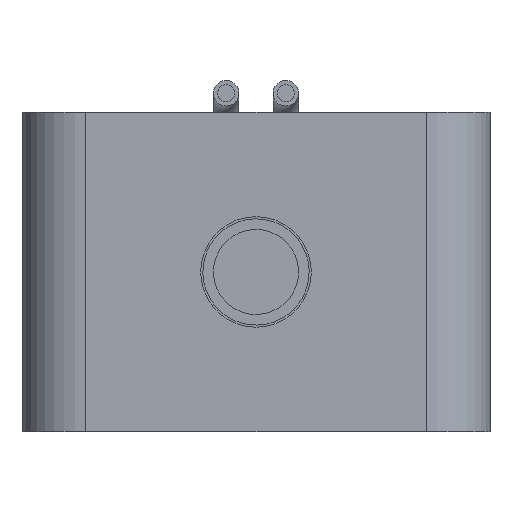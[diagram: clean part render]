
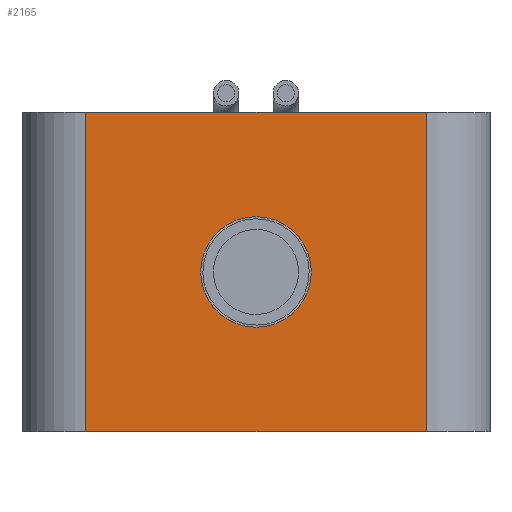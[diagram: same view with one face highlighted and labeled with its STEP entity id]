
A CAD part, left-side view. The second image highlights one B-rep face of the part: STEP entity #2165.
In plain terms, the highlighted planar face has unit normal (-1, 0, 0).
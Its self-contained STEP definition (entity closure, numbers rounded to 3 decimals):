
#93=LINE('',#3557,#257);
#94=LINE('',#3562,#258);
#115=LINE('',#3611,#279);
#116=LINE('',#3613,#280);
#257=VECTOR('',#2861,1000.);
#258=VECTOR('',#2866,1000.);
#279=VECTOR('',#2917,1000.);
#280=VECTOR('',#2920,1000.);
#739=ORIENTED_EDGE('',*,*,#1174,.T.);
#740=ORIENTED_EDGE('',*,*,#1144,.F.);
#741=ORIENTED_EDGE('',*,*,#1173,.F.);
#742=ORIENTED_EDGE('',*,*,#1146,.T.);
#743=ORIENTED_EDGE('',*,*,#1175,.T.);
#1144=EDGE_CURVE('',#1397,#1386,#93,.T.);
#1146=EDGE_CURVE('',#1400,#1398,#94,.T.);
#1173=EDGE_CURVE('',#1400,#1397,#115,.T.);
#1174=EDGE_CURVE('',#1398,#1386,#116,.T.);
#1175=EDGE_CURVE('',#1413,#1413,#1564,.T.);
#1386=VERTEX_POINT('',#3535);
#1397=VERTEX_POINT('',#3556);
#1398=VERTEX_POINT('',#3560);
#1400=VERTEX_POINT('',#3563);
#1413=VERTEX_POINT('',#3615);
#1564=CIRCLE('',#2462,1.3);
#1709=EDGE_LOOP('',(#739,#740,#741,#742));
#1710=EDGE_LOOP('',(#743));
#1915=FACE_BOUND('',#1709,.T.);
#1916=FACE_BOUND('',#1710,.T.);
#2065=PLANE('',#2461);
#2165=ADVANCED_FACE('',(#1915,#1916),#2065,.T.);
#2461=AXIS2_PLACEMENT_3D('',#3612,#2918,#2919);
#2462=AXIS2_PLACEMENT_3D('',#3614,#2921,#2922);
#2861=DIRECTION('',(0.,-1.,0.));
#2866=DIRECTION('',(0.,-1.,0.));
#2917=DIRECTION('',(0.,0.,1.));
#2918=DIRECTION('',(-1.,0.,0.));
#2919=DIRECTION('',(0.,0.,1.));
#2920=DIRECTION('',(0.,0.,1.));
#2921=DIRECTION('',(1.,0.,0.));
#2922=DIRECTION('',(0.,0.,-1.));
#3535=CARTESIAN_POINT('',(0.,-4.,3.75));
#3556=CARTESIAN_POINT('',(0.,4.,3.75));
#3557=CARTESIAN_POINT('',(0.,-4.,3.75));
#3560=CARTESIAN_POINT('',(0.,-4.,-3.75));
#3562=CARTESIAN_POINT('',(0.,-4.,-3.75));
#3563=CARTESIAN_POINT('',(0.,4.,-3.75));
#3611=CARTESIAN_POINT('',(0.,4.,-3.75));
#3612=CARTESIAN_POINT('',(0.,-4.,-3.75));
#3613=CARTESIAN_POINT('',(0.,-4.,-3.75));
#3614=CARTESIAN_POINT('',(0.,0.,0.));
#3615=CARTESIAN_POINT('',(0.,0.,-1.3));
